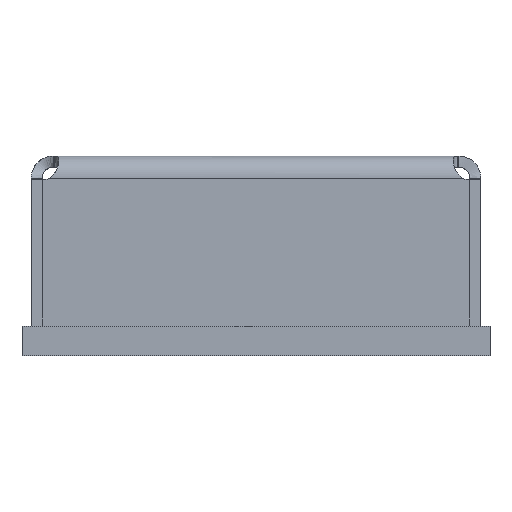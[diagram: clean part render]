
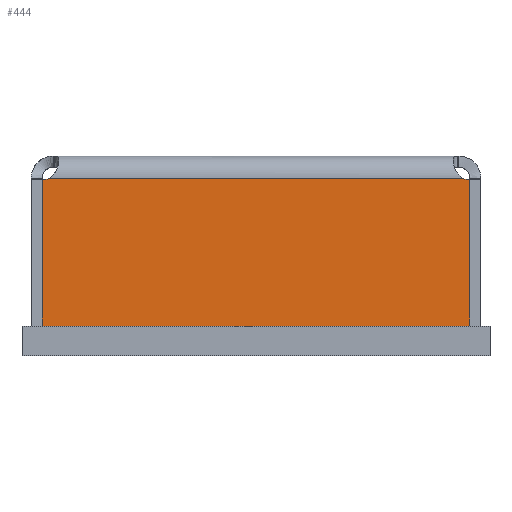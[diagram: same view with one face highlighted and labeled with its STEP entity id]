
A CAD part, left-side view. The second image highlights one B-rep face of the part: STEP entity #444.
In plain terms, the highlighted planar face has unit normal (-1, 0, 0).
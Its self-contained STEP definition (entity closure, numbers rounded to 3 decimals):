
#444=ADVANCED_FACE('',(#4696),#4698,.F.);
#4696=FACE_BOUND('',#4697,.T.);
#4697=EDGE_LOOP('',(#12334,#12335,#12336,#12337,#12338,#12339));
#4698=PLANE('',#4699);
#4699=AXIS2_PLACEMENT_3D('',#4700,#4701,#4702);
#4700=CARTESIAN_POINT('',(-6.1,0.,5.426));
#4701=DIRECTION('',(1.,0.,0.));
#4702=DIRECTION('',(0.,0.,-1.));
#12334=ORIENTED_EDGE('',*,*,#14747,.F.);
#12335=ORIENTED_EDGE('',*,*,#14748,.T.);
#12336=ORIENTED_EDGE('',*,*,#14739,.F.);
#12337=ORIENTED_EDGE('',*,*,#14749,.F.);
#12338=ORIENTED_EDGE('',*,*,#14750,.T.);
#12339=ORIENTED_EDGE('',*,*,#14319,.T.);
#14319=EDGE_CURVE('',#15595,#15592,#15596,.T.);
#14739=EDGE_CURVE('',#16391,#16392,#16393,.T.);
#14747=EDGE_CURVE('',#16403,#15592,#16405,.T.);
#14748=EDGE_CURVE('',#16403,#16392,#16406,.T.);
#14749=EDGE_CURVE('',#16407,#16391,#16408,.T.);
#14750=EDGE_CURVE('',#16407,#15595,#16409,.T.);
#15592=VERTEX_POINT('',#17714);
#15595=VERTEX_POINT('',#17719);
#15596=LINE('',#17720,#17721);
#16391=VERTEX_POINT('',#23521);
#16392=VERTEX_POINT('',#23522);
#16393=LINE('',#23523,#23524);
#16403=VERTEX_POINT('',#23611);
#16405=LINE('',#23615,#23616);
#16406=CIRCLE('',#23618,0.45);
#16407=VERTEX_POINT('',#23622);
#16408=CIRCLE('',#23623,0.45);
#16409=LINE('',#23627,#23628);
#17714=CARTESIAN_POINT('',(-6.1,-5.8,0.813));
#17719=CARTESIAN_POINT('',(-6.1,5.8,0.813));
#17720=CARTESIAN_POINT('',(-6.1,5.8,0.813));
#17721=VECTOR('',#17722,1.);
#17722=DIRECTION('',(0.,-1.,0.));
#23521=CARTESIAN_POINT('',(-6.1,5.608,4.826));
#23522=CARTESIAN_POINT('',(-6.1,-5.608,4.826));
#23523=CARTESIAN_POINT('',(-6.1,5.608,4.826));
#23524=VECTOR('',#23525,1.);
#23525=DIRECTION('',(0.,-1.,0.));
#23611=CARTESIAN_POINT('',(-6.1,-5.8,4.783));
#23615=CARTESIAN_POINT('',(-6.1,-5.8,4.783));
#23616=VECTOR('',#23617,1.);
#23617=DIRECTION('',(0.,0.,-1.));
#23618=AXIS2_PLACEMENT_3D('',#23619,#23620,#23621);
#23619=CARTESIAN_POINT('',(-6.1,-5.8,5.233));
#23620=DIRECTION('',(1.,0.,0.));
#23621=DIRECTION('',(0.,0.,-1.));
#23622=CARTESIAN_POINT('',(-6.1,5.8,4.783));
#23623=AXIS2_PLACEMENT_3D('',#23624,#23625,#23626);
#23624=CARTESIAN_POINT('',(-6.1,5.8,5.233));
#23625=DIRECTION('',(-1.,0.,0.));
#23626=DIRECTION('',(0.,0.,-1.));
#23627=CARTESIAN_POINT('',(-6.1,5.8,4.783));
#23628=VECTOR('',#23629,1.);
#23629=DIRECTION('',(0.,0.,-1.));
